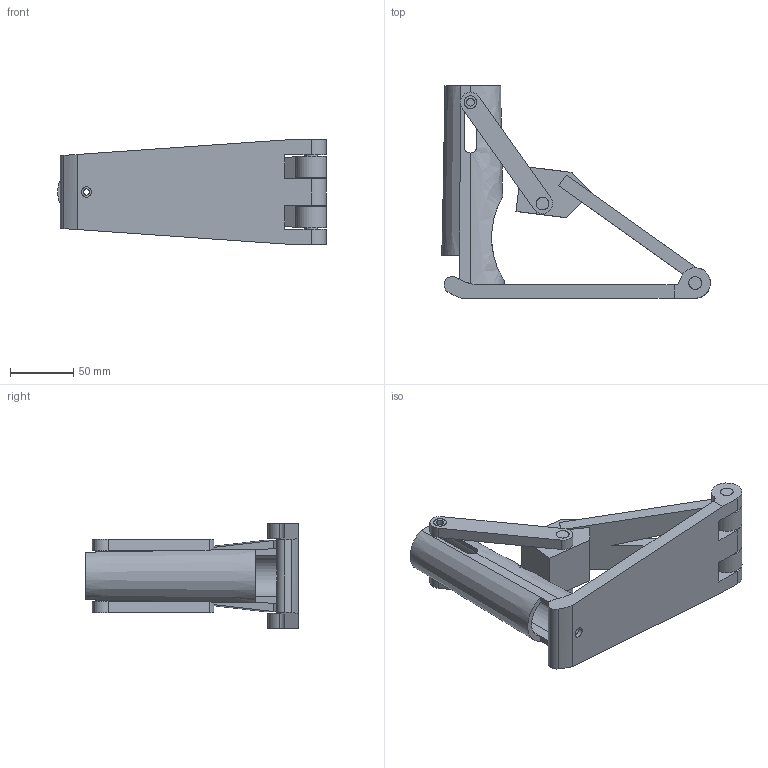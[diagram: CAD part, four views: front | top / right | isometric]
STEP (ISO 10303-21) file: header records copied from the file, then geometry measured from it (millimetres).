
FILE_DESCRIPTION (( 'STEP AP214' ), '1' );
FILE_NAME ('AssemblyWithDamperMount.STEP', '2016-10-02T01:07:02', ( '' ), ( '' ), 'SwSTEP 2.0', 'SolidWorks 2015', '' );
FILE_SCHEMA (( 'AUTOMOTIVE_DESIGN' ));
Length unit declared in the file: millimetre
Products named in the file (8): AssemblyWithDamperMount; Simulation Toe Pin; Linkage Bar; Damper Connecting Rod; Simulation Bottom of Foot; Simulation Ball Joint Pin; Simulation Damper Enclosure; Simulation Cup
Assembly tree (8 placements, depth 2):
  AssemblyWithDamperMount
    Simulation Bottom of Foot
    Damper Connecting Rod
    Linkage Bar  x2
    Simulation Damper Enclosure
    Simulation Cup
    Simulation Toe Pin
    Simulation Ball Joint Pin
Bounding box: 211.71 x 167.53 x 82.55 mm (x, y, z)
Volume: 376669.9 mm3; surface area: 122624.3 mm2
Topology: 8 solids, 8 shells, 153 faces, 402 edges, 265 vertices
Faces by surface type: cylinder 75, plane 74, bspline 3, cone 1
Entity records: 5316 total; most frequent: CARTESIAN_POINT 1401, ORIENTED_EDGE 750, DIRECTION 748, EDGE_CURVE 375, AXIS2_PLACEMENT_3D 272, VERTEX_POINT 247, LINE 204, VECTOR 204
